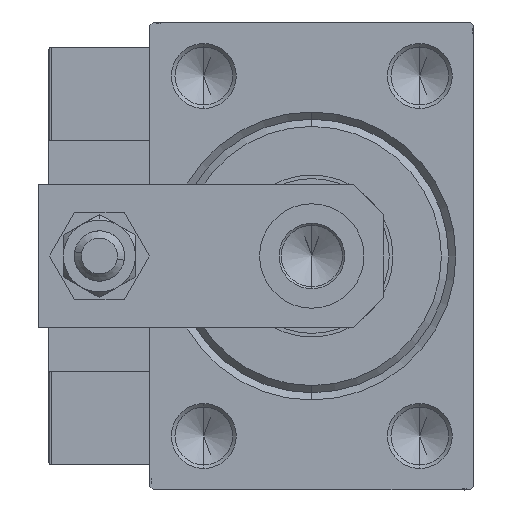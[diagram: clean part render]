
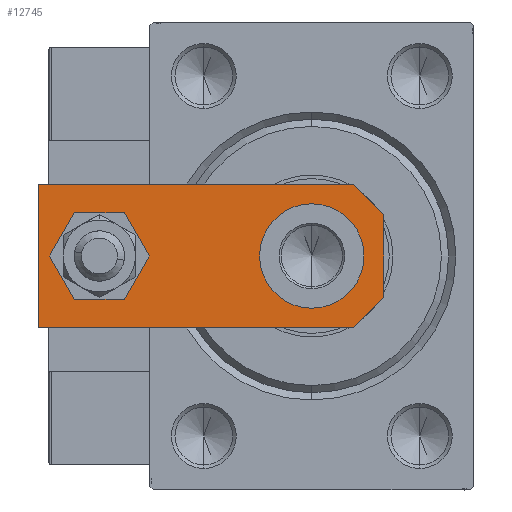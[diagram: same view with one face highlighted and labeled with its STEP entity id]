
A CAD part, left-side view. The second image highlights one B-rep face of the part: STEP entity #12745.
In plain terms, the highlighted face is planar.
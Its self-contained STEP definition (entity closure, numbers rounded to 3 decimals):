
#274 = DIRECTION ( 'NONE',  ( 0., 1., 0. ) ) ;
#487 = DIRECTION ( 'NONE',  ( 1., 0., 0. ) ) ;
#558 = DIRECTION ( 'NONE',  ( 0., 0., 1. ) ) ;
#888 = DIRECTION ( 'NONE',  ( 0., 0., 1. ) ) ;
#970 = VERTEX_POINT ( 'NONE', #13868 ) ;
#1054 = LINE ( 'NONE', #40475, #34671 ) ;
#1089 = VECTOR ( 'NONE', #21492, 1000. ) ;
#1155 = VECTOR ( 'NONE', #43254, 1000. ) ;
#1396 = CARTESIAN_POINT ( 'NONE',  ( 10., 48., 6. ) ) ;
#1535 = CARTESIAN_POINT ( 'NONE',  ( 2.88, -2.88, 6. ) ) ;
#1901 = CARTESIAN_POINT ( 'NONE',  ( 0., 39.5, 6. ) ) ;
#2419 = EDGE_CURVE ( 'NONE', #33350, #970, #16657, .T. ) ;
#2618 = EDGE_CURVE ( 'NONE', #37184, #38336, #21027, .T. ) ;
#4816 = DIRECTION ( 'NONE',  ( 1., 0., 0. ) ) ;
#5009 = CIRCLE ( 'NONE', #49486, 7.25 ) ;
#5478 = ORIENTED_EDGE ( 'NONE', *, *, #2419, .T. ) ;
#5833 = EDGE_LOOP ( 'NONE', ( #42215, #27507 ) ) ;
#6351 = ORIENTED_EDGE ( 'NONE', *, *, #37727, .T. ) ;
#6534 = CARTESIAN_POINT ( 'NONE',  ( -10., 48., 6. ) ) ;
#6865 = DIRECTION ( 'NONE',  ( 0., 0., 1. ) ) ;
#7013 = VERTEX_POINT ( 'NONE', #23255 ) ;
#7984 = FACE_BOUND ( 'NONE', #5833, .T. ) ;
#8568 = ORIENTED_EDGE ( 'NONE', *, *, #50812, .T. ) ;
#8890 = LINE ( 'NONE', #1535, #1089 ) ;
#10127 = DIRECTION ( 'NONE',  ( 0., 0., 1. ) ) ;
#10292 = VERTEX_POINT ( 'NONE', #51460 ) ;
#11449 = CARTESIAN_POINT ( 'NONE',  ( -2.88, -2.88, 6. ) ) ;
#11465 = VERTEX_POINT ( 'NONE', #48511 ) ;
#11937 = PLANE ( 'NONE',  #39205 ) ;
#12700 = DIRECTION ( 'NONE',  ( -1., 0., 0. ) ) ;
#12711 = FACE_OUTER_BOUND ( 'NONE', #42025, .T. ) ;
#12745 = ADVANCED_FACE ( 'NONE', ( #7984, #12711, #36364 ), #11937, .T. ) ;
#12815 = CIRCLE ( 'NONE', #26251, 4. ) ;
#13868 = CARTESIAN_POINT ( 'NONE',  ( -10., 4.24, 6. ) ) ;
#14290 = EDGE_CURVE ( 'NONE', #42056, #37897, #18264, .T. ) ;
#14693 = EDGE_CURVE ( 'NONE', #10292, #11465, #16626, .T. ) ;
#14986 = VECTOR ( 'NONE', #17342, 1000. ) ;
#15074 = VECTOR ( 'NONE', #12700, 1000. ) ;
#16626 = CIRCLE ( 'NONE', #34247, 4. ) ;
#16657 = LINE ( 'NONE', #32682, #40992 ) ;
#17342 = DIRECTION ( 'NONE',  ( 1., 0., 0. ) ) ;
#17908 = ORIENTED_EDGE ( 'NONE', *, *, #41193, .F. ) ;
#18264 = CIRCLE ( 'NONE', #47646, 7.25 ) ;
#20285 = CARTESIAN_POINT ( 'NONE',  ( 7.25, 10., 6. ) ) ;
#21027 = LINE ( 'NONE', #32593, #14986 ) ;
#21492 = DIRECTION ( 'NONE',  ( 0.707, 0.707, 0. ) ) ;
#22109 = EDGE_LOOP ( 'NONE', ( #17908, #50675 ) ) ;
#22207 = DIRECTION ( 'NONE',  ( 1., 0., 0. ) ) ;
#23255 = CARTESIAN_POINT ( 'NONE',  ( 10., 4.24, 6. ) ) ;
#25890 = CARTESIAN_POINT ( 'NONE',  ( 0., 39.5, 6. ) ) ;
#26251 = AXIS2_PLACEMENT_3D ( 'NONE', #1901, #6865, #37637 ) ;
#27507 = ORIENTED_EDGE ( 'NONE', *, *, #14693, .F. ) ;
#27787 = ORIENTED_EDGE ( 'NONE', *, *, #29640, .T. ) ;
#28066 = VERTEX_POINT ( 'NONE', #1396 ) ;
#28589 = CARTESIAN_POINT ( 'NONE',  ( 0., 10., 6. ) ) ;
#28719 = LINE ( 'NONE', #32150, #15074 ) ;
#28917 = CARTESIAN_POINT ( 'NONE',  ( 0., 10., 6. ) ) ;
#29640 = EDGE_CURVE ( 'NONE', #38336, #7013, #8890, .T. ) ;
#29947 = CARTESIAN_POINT ( 'NONE',  ( -5.76, 0., 6. ) ) ;
#32150 = CARTESIAN_POINT ( 'NONE',  ( 10., 48., 6. ) ) ;
#32416 = CARTESIAN_POINT ( 'NONE',  ( 0., 0., 6. ) ) ;
#32593 = CARTESIAN_POINT ( 'NONE',  ( -10., 0., 6. ) ) ;
#32682 = CARTESIAN_POINT ( 'NONE',  ( -10., 48., 6. ) ) ;
#33350 = VERTEX_POINT ( 'NONE', #6534 ) ;
#34247 = AXIS2_PLACEMENT_3D ( 'NONE', #25890, #10127, #22207 ) ;
#34671 = VECTOR ( 'NONE', #274, 1000. ) ;
#36364 = FACE_BOUND ( 'NONE', #22109, .T. ) ;
#37184 = VERTEX_POINT ( 'NONE', #29947 ) ;
#37345 = DIRECTION ( 'NONE',  ( 1., 0., 0. ) ) ;
#37637 = DIRECTION ( 'NONE',  ( 1., 0., 0. ) ) ;
#37727 = EDGE_CURVE ( 'NONE', #28066, #33350, #28719, .T. ) ;
#37897 = VERTEX_POINT ( 'NONE', #49500 ) ;
#38336 = VERTEX_POINT ( 'NONE', #45943 ) ;
#39205 = AXIS2_PLACEMENT_3D ( 'NONE', #32416, #888, #4816 ) ;
#39824 = LINE ( 'NONE', #11449, #1155 ) ;
#40436 = DIRECTION ( 'NONE',  ( 0., 0., 1. ) ) ;
#40475 = CARTESIAN_POINT ( 'NONE',  ( 10., 0., 6. ) ) ;
#40992 = VECTOR ( 'NONE', #48731, 1000. ) ;
#41193 = EDGE_CURVE ( 'NONE', #37897, #42056, #5009, .T. ) ;
#41550 = ORIENTED_EDGE ( 'NONE', *, *, #2618, .T. ) ;
#42014 = ORIENTED_EDGE ( 'NONE', *, *, #49447, .T. ) ;
#42025 = EDGE_LOOP ( 'NONE', ( #5478, #8568, #41550, #27787, #42014, #6351 ) ) ;
#42056 = VERTEX_POINT ( 'NONE', #20285 ) ;
#42215 = ORIENTED_EDGE ( 'NONE', *, *, #49253, .F. ) ;
#43254 = DIRECTION ( 'NONE',  ( 0.707, -0.707, 0. ) ) ;
#45943 = CARTESIAN_POINT ( 'NONE',  ( 5.76, 0., 6. ) ) ;
#47646 = AXIS2_PLACEMENT_3D ( 'NONE', #28589, #40436, #487 ) ;
#48511 = CARTESIAN_POINT ( 'NONE',  ( -4., 39.5, 6. ) ) ;
#48731 = DIRECTION ( 'NONE',  ( 0., -1., 0. ) ) ;
#49253 = EDGE_CURVE ( 'NONE', #11465, #10292, #12815, .T. ) ;
#49447 = EDGE_CURVE ( 'NONE', #7013, #28066, #1054, .T. ) ;
#49486 = AXIS2_PLACEMENT_3D ( 'NONE', #28917, #558, #37345 ) ;
#49500 = CARTESIAN_POINT ( 'NONE',  ( -7.25, 10., 6. ) ) ;
#50675 = ORIENTED_EDGE ( 'NONE', *, *, #14290, .F. ) ;
#50812 = EDGE_CURVE ( 'NONE', #970, #37184, #39824, .T. ) ;
#51460 = CARTESIAN_POINT ( 'NONE',  ( 4., 39.5, 6. ) ) ;
